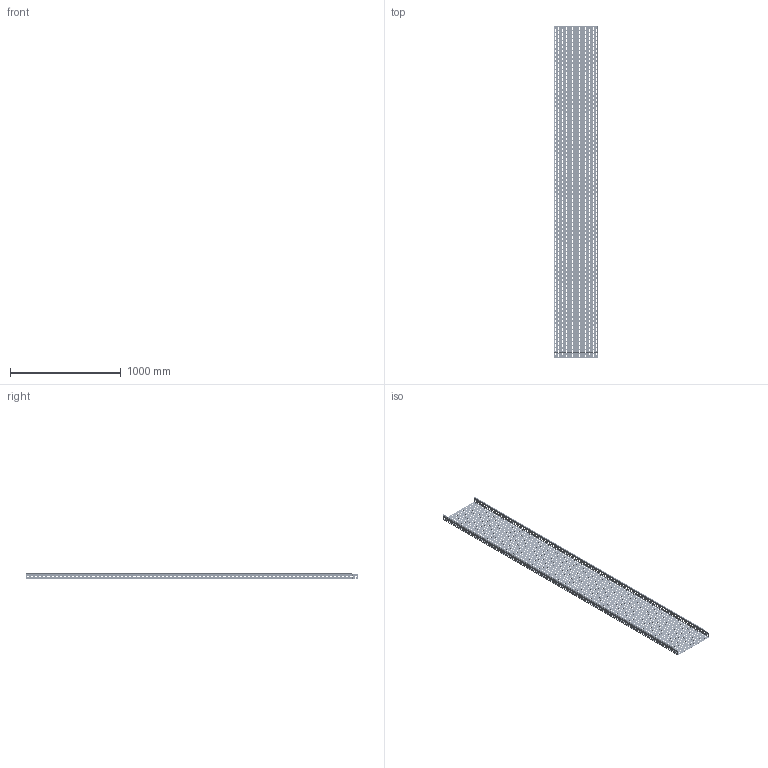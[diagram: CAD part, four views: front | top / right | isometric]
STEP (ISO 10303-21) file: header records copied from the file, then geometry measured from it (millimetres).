
FILE_DESCRIPTION(/* description */ (''),/* implementation_level */ '2;1');
FILE_NAME(/* name */ 'KCD_KCOD400H60_3.stp',/* time_stamp */ '2020-03-24T09:09:58+01:00',/* author */ ('stanislaw.luczak'),/* organization */ (''),/* preprocessor_version */ 'ST-DEVELOPER v18',/* originating_system */ 'Autodesk Inventor 2020',/* authorisation */ '');
FILE_SCHEMA (('AUTOMOTIVE_DESIGN { 1 0 10303 214 3 1 1 }'));
Products named in the file (1): 400H60N_KGJ_3M
Bounding box: 402.4 x 3000 x 61.17 mm (x, y, z)
Volume: 1654694.1 mm3; surface area: 2860318.2 mm2
Topology: 1 solids, 1 shells, 5653 faces, 17019 edges, 11334 vertices
Faces by surface type: cylinder 2835, plane 2808, torus 6, bspline 4
Entity records: 198536 total; most frequent: CARTESIAN_POINT 34513, ORIENTED_EDGE 34038, DIRECTION 33933, EDGE_CURVE 17019, VERTEX_POINT 11334, AXIS2_PLACEMENT_3D 11318, LINE 11297, VECTOR 11297
